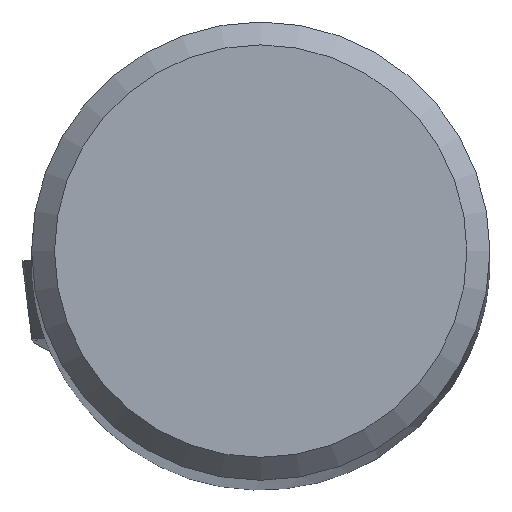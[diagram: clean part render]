
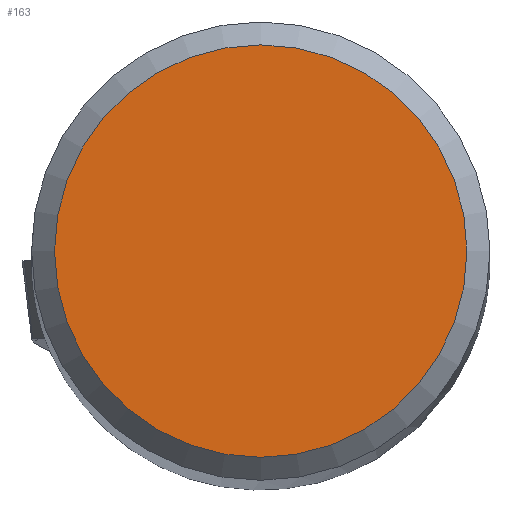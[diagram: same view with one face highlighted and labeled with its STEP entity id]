
A CAD part, top view. The second image highlights one B-rep face of the part: STEP entity #163.
In plain terms, the highlighted planar face has unit normal (0, 0, 1).
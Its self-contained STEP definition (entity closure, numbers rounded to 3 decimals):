
#144=CIRCLE('',#620,4.494);
#163=ADVANCED_FACE('',(#199),#181,.F.);
#181=PLANE('',#621);
#199=FACE_OUTER_BOUND('',#230,.T.);
#230=EDGE_LOOP('',(#325));
#325=ORIENTED_EDGE('',*,*,#444,.F.);
#391=VERTEX_POINT('',#992);
#444=EDGE_CURVE('',#391,#391,#144,.T.);
#620=AXIS2_PLACEMENT_3D('',#991,#743,#744);
#621=AXIS2_PLACEMENT_3D('',#993,#745,#746);
#743=DIRECTION('',(0.,0.,-1.));
#744=DIRECTION('',(-1.,0.,0.));
#745=DIRECTION('',(0.,0.,-1.));
#746=DIRECTION('',(-1.,0.,0.));
#991=CARTESIAN_POINT('',(0.,0.,0.));
#992=CARTESIAN_POINT('',(-4.494,0.,0.));
#993=CARTESIAN_POINT('',(-3.,0.,0.));
